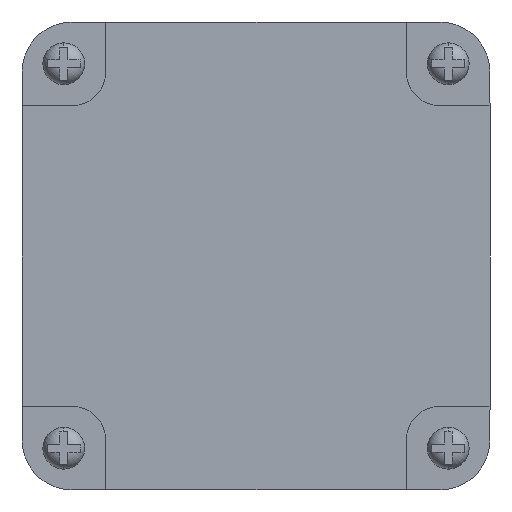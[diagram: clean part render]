
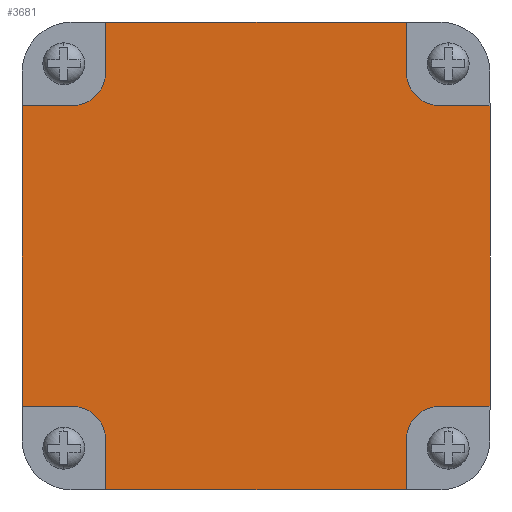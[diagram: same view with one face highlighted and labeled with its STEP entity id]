
A CAD part, front view. The second image highlights one B-rep face of the part: STEP entity #3681.
In plain terms, the highlighted planar face has unit normal (0, -1, 0).
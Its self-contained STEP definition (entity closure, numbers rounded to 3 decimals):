
#32 = CARTESIAN_POINT ( 'NONE',  ( -6.394, 0., -0.76 ) ) ;
#66 = CARTESIAN_POINT ( 'NONE',  ( -11.394, 0., 4.24 ) ) ;
#110 = LINE ( 'NONE', #2372, #1572 ) ;
#149 = VECTOR ( 'NONE', #7230, 1000. ) ;
#150 = ORIENTED_EDGE ( 'NONE', *, *, #4582, .F. ) ;
#341 = EDGE_CURVE ( 'NONE', #6574, #5695, #110, .T. ) ;
#451 = DIRECTION ( 'NONE',  ( 0., 0., -1. ) ) ;
#503 = EDGE_CURVE ( 'NONE', #3648, #6037, #5917, .T. ) ;
#510 = ORIENTED_EDGE ( 'NONE', *, *, #2193, .F. ) ;
#525 = CARTESIAN_POINT ( 'NONE',  ( -34.394, 0., -0.76 ) ) ;
#595 = CARTESIAN_POINT ( 'NONE',  ( -6.394, 0., -18.76 ) ) ;
#618 = DIRECTION ( 'NONE',  ( 0., 1., 0. ) ) ;
#673 = VECTOR ( 'NONE', #1237, 1000. ) ;
#746 = CARTESIAN_POINT ( 'NONE',  ( -29.394, 0., -23.76 ) ) ;
#852 = LINE ( 'NONE', #32, #673 ) ;
#899 = CARTESIAN_POINT ( 'NONE',  ( -9.394, 0., -18.76 ) ) ;
#907 = CARTESIAN_POINT ( 'NONE',  ( -29.394, 0., 4.24 ) ) ;
#995 = LINE ( 'NONE', #1768, #5407 ) ;
#1012 = LINE ( 'NONE', #5585, #6937 ) ;
#1024 = CARTESIAN_POINT ( 'NONE',  ( -6.394, 0., -0.76 ) ) ;
#1073 = DIRECTION ( 'NONE',  ( 1., 0., 0. ) ) ;
#1146 = PLANE ( 'NONE',  #1335 ) ;
#1179 = ORIENTED_EDGE ( 'NONE', *, *, #2922, .F. ) ;
#1237 = DIRECTION ( 'NONE',  ( 1., 0., 0. ) ) ;
#1244 = CARTESIAN_POINT ( 'NONE',  ( -31.394, 0., -0.76 ) ) ;
#1335 = AXIS2_PLACEMENT_3D ( 'NONE', #4074, #618, #6359 ) ;
#1415 = CARTESIAN_POINT ( 'NONE',  ( -34.394, 0., 4.24 ) ) ;
#1482 = VERTEX_POINT ( 'NONE', #5346 ) ;
#1572 = VECTOR ( 'NONE', #1816, 1000. ) ;
#1625 = DIRECTION ( 'NONE',  ( 0., 0., 1. ) ) ;
#1640 = AXIS2_PLACEMENT_3D ( 'NONE', #7312, #3862, #451 ) ;
#1676 = DIRECTION ( 'NONE',  ( 0., -1., 0. ) ) ;
#1768 = CARTESIAN_POINT ( 'NONE',  ( -34.394, 0., -23.76 ) ) ;
#1810 = ORIENTED_EDGE ( 'NONE', *, *, #7164, .F. ) ;
#1816 = DIRECTION ( 'NONE',  ( 0., 0., -1. ) ) ;
#1845 = CIRCLE ( 'NONE', #2315, 2. ) ;
#1925 = CIRCLE ( 'NONE', #4314, 2. ) ;
#1967 = EDGE_CURVE ( 'NONE', #5498, #1482, #3301, .T. ) ;
#1978 = DIRECTION ( 'NONE',  ( 0., 0., 1. ) ) ;
#2016 = EDGE_CURVE ( 'NONE', #1482, #5750, #4290, .T. ) ;
#2072 = EDGE_CURVE ( 'NONE', #2347, #5498, #5624, .T. ) ;
#2135 = CARTESIAN_POINT ( 'NONE',  ( -31.394, 0., -18.76 ) ) ;
#2181 = CARTESIAN_POINT ( 'NONE',  ( -11.394, 0., 1.24 ) ) ;
#2193 = EDGE_CURVE ( 'NONE', #6125, #5213, #1012, .T. ) ;
#2234 = EDGE_CURVE ( 'NONE', #7115, #6369, #852, .T. ) ;
#2315 = AXIS2_PLACEMENT_3D ( 'NONE', #5856, #2424, #6428 ) ;
#2347 = VERTEX_POINT ( 'NONE', #2382 ) ;
#2372 = CARTESIAN_POINT ( 'NONE',  ( -11.394, 0., 4.24 ) ) ;
#2382 = CARTESIAN_POINT ( 'NONE',  ( -11.394, 0., -20.76 ) ) ;
#2415 = ORIENTED_EDGE ( 'NONE', *, *, #3114, .F. ) ;
#2424 = DIRECTION ( 'NONE',  ( 0., -1., 0. ) ) ;
#2427 = DIRECTION ( 'NONE',  ( 0., 0., -1. ) ) ;
#2514 = EDGE_CURVE ( 'NONE', #5815, #2669, #1925, .T. ) ;
#2618 = ORIENTED_EDGE ( 'NONE', *, *, #2072, .F. ) ;
#2623 = ORIENTED_EDGE ( 'NONE', *, *, #5753, .F. ) ;
#2650 = LINE ( 'NONE', #525, #3972 ) ;
#2669 = VERTEX_POINT ( 'NONE', #5000 ) ;
#2755 = VECTOR ( 'NONE', #1978, 1000. ) ;
#2773 = DIRECTION ( 'NONE',  ( 0., -1., 0. ) ) ;
#2811 = CARTESIAN_POINT ( 'NONE',  ( -34.394, 0., -18.76 ) ) ;
#2922 = EDGE_CURVE ( 'NONE', #3958, #6574, #3778, .T. ) ;
#2963 = CARTESIAN_POINT ( 'NONE',  ( -34.394, 0., -0.76 ) ) ;
#2981 = LINE ( 'NONE', #5860, #5852 ) ;
#3059 = ORIENTED_EDGE ( 'NONE', *, *, #2514, .F. ) ;
#3114 = EDGE_CURVE ( 'NONE', #5213, #4602, #995, .T. ) ;
#3135 = ORIENTED_EDGE ( 'NONE', *, *, #5114, .F. ) ;
#3176 = CARTESIAN_POINT ( 'NONE',  ( -11.394, 0., -23.76 ) ) ;
#3301 = LINE ( 'NONE', #5220, #6162 ) ;
#3648 = VERTEX_POINT ( 'NONE', #595 ) ;
#3681 = ADVANCED_FACE ( 'NONE', ( #6320 ), #1146, .F. ) ;
#3707 = ORIENTED_EDGE ( 'NONE', *, *, #1967, .F. ) ;
#3778 = LINE ( 'NONE', #1415, #6657 ) ;
#3862 = DIRECTION ( 'NONE',  ( 0., -1., 0. ) ) ;
#3870 = DIRECTION ( 'NONE',  ( -1., 0., 0. ) ) ;
#3958 = VERTEX_POINT ( 'NONE', #6562 ) ;
#3972 = VECTOR ( 'NONE', #1073, 1000. ) ;
#4074 = CARTESIAN_POINT ( 'NONE',  ( 0., 0., 0. ) ) ;
#4101 = ORIENTED_EDGE ( 'NONE', *, *, #503, .F. ) ;
#4290 = LINE ( 'NONE', #746, #2755 ) ;
#4314 = AXIS2_PLACEMENT_3D ( 'NONE', #6260, #2773, #1625 ) ;
#4507 = CARTESIAN_POINT ( 'NONE',  ( -29.394, 0., -20.76 ) ) ;
#4582 = EDGE_CURVE ( 'NONE', #5750, #6125, #1845, .T. ) ;
#4602 = VERTEX_POINT ( 'NONE', #2963 ) ;
#4622 = DIRECTION ( 'NONE',  ( 0., 0., 1. ) ) ;
#4694 = DIRECTION ( 'NONE',  ( -1., 0., 0. ) ) ;
#4783 = ORIENTED_EDGE ( 'NONE', *, *, #5559, .F. ) ;
#4895 = LINE ( 'NONE', #907, #149 ) ;
#4932 = CARTESIAN_POINT ( 'NONE',  ( -6.394, 0., -18.76 ) ) ;
#4994 = ORIENTED_EDGE ( 'NONE', *, *, #2016, .F. ) ;
#5000 = CARTESIAN_POINT ( 'NONE',  ( -29.394, 0., 1.24 ) ) ;
#5114 = EDGE_CURVE ( 'NONE', #5695, #7115, #6597, .T. ) ;
#5116 = CARTESIAN_POINT ( 'NONE',  ( -9.394, 0., -20.76 ) ) ;
#5172 = EDGE_CURVE ( 'NONE', #4602, #5815, #2650, .T. ) ;
#5203 = DIRECTION ( 'NONE',  ( 0., 0., -1. ) ) ;
#5213 = VERTEX_POINT ( 'NONE', #2811 ) ;
#5220 = CARTESIAN_POINT ( 'NONE',  ( -34.394, 0., -23.76 ) ) ;
#5346 = CARTESIAN_POINT ( 'NONE',  ( -29.394, 0., -23.76 ) ) ;
#5404 = ORIENTED_EDGE ( 'NONE', *, *, #5172, .F. ) ;
#5407 = VECTOR ( 'NONE', #4622, 1000. ) ;
#5413 = DIRECTION ( 'NONE',  ( 1., 0., 0. ) ) ;
#5462 = VECTOR ( 'NONE', #5203, 1000. ) ;
#5498 = VERTEX_POINT ( 'NONE', #3176 ) ;
#5531 = DIRECTION ( 'NONE',  ( -1., 0., 0. ) ) ;
#5559 = EDGE_CURVE ( 'NONE', #2669, #3958, #4895, .T. ) ;
#5585 = CARTESIAN_POINT ( 'NONE',  ( -34.394, 0., -18.76 ) ) ;
#5624 = LINE ( 'NONE', #5674, #5462 ) ;
#5674 = CARTESIAN_POINT ( 'NONE',  ( -11.394, 0., -23.76 ) ) ;
#5683 = DIRECTION ( 'NONE',  ( 0., 0., 1. ) ) ;
#5695 = VERTEX_POINT ( 'NONE', #2181 ) ;
#5750 = VERTEX_POINT ( 'NONE', #4507 ) ;
#5753 = EDGE_CURVE ( 'NONE', #6037, #2347, #6132, .T. ) ;
#5806 = CARTESIAN_POINT ( 'NONE',  ( -9.394, 0., -0.76 ) ) ;
#5815 = VERTEX_POINT ( 'NONE', #1244 ) ;
#5852 = VECTOR ( 'NONE', #2427, 1000. ) ;
#5856 = CARTESIAN_POINT ( 'NONE',  ( -31.394, 0., -20.76 ) ) ;
#5860 = CARTESIAN_POINT ( 'NONE',  ( -6.394, 0., -23.76 ) ) ;
#5917 = LINE ( 'NONE', #4932, #6087 ) ;
#6037 = VERTEX_POINT ( 'NONE', #899 ) ;
#6087 = VECTOR ( 'NONE', #5531, 1000. ) ;
#6125 = VERTEX_POINT ( 'NONE', #2135 ) ;
#6132 = CIRCLE ( 'NONE', #6351, 2. ) ;
#6162 = VECTOR ( 'NONE', #4694, 1000. ) ;
#6260 = CARTESIAN_POINT ( 'NONE',  ( -31.394, 0., 1.24 ) ) ;
#6320 = FACE_OUTER_BOUND ( 'NONE', #6795, .T. ) ;
#6351 = AXIS2_PLACEMENT_3D ( 'NONE', #5116, #1676, #5683 ) ;
#6359 = DIRECTION ( 'NONE',  ( 0., 0., 1. ) ) ;
#6369 = VERTEX_POINT ( 'NONE', #1024 ) ;
#6428 = DIRECTION ( 'NONE',  ( 0., 0., -1. ) ) ;
#6562 = CARTESIAN_POINT ( 'NONE',  ( -29.394, 0., 4.24 ) ) ;
#6574 = VERTEX_POINT ( 'NONE', #66 ) ;
#6597 = CIRCLE ( 'NONE', #1640, 2. ) ;
#6657 = VECTOR ( 'NONE', #5413, 1000. ) ;
#6751 = ORIENTED_EDGE ( 'NONE', *, *, #2234, .F. ) ;
#6795 = EDGE_LOOP ( 'NONE', ( #3135, #7220, #1179, #4783, #3059, #5404, #2415, #510, #150, #4994, #3707, #2618, #2623, #4101, #1810, #6751 ) ) ;
#6937 = VECTOR ( 'NONE', #3870, 1000. ) ;
#7115 = VERTEX_POINT ( 'NONE', #5806 ) ;
#7164 = EDGE_CURVE ( 'NONE', #6369, #3648, #2981, .T. ) ;
#7220 = ORIENTED_EDGE ( 'NONE', *, *, #341, .F. ) ;
#7230 = DIRECTION ( 'NONE',  ( 0., 0., 1. ) ) ;
#7312 = CARTESIAN_POINT ( 'NONE',  ( -9.394, 0., 1.24 ) ) ;
